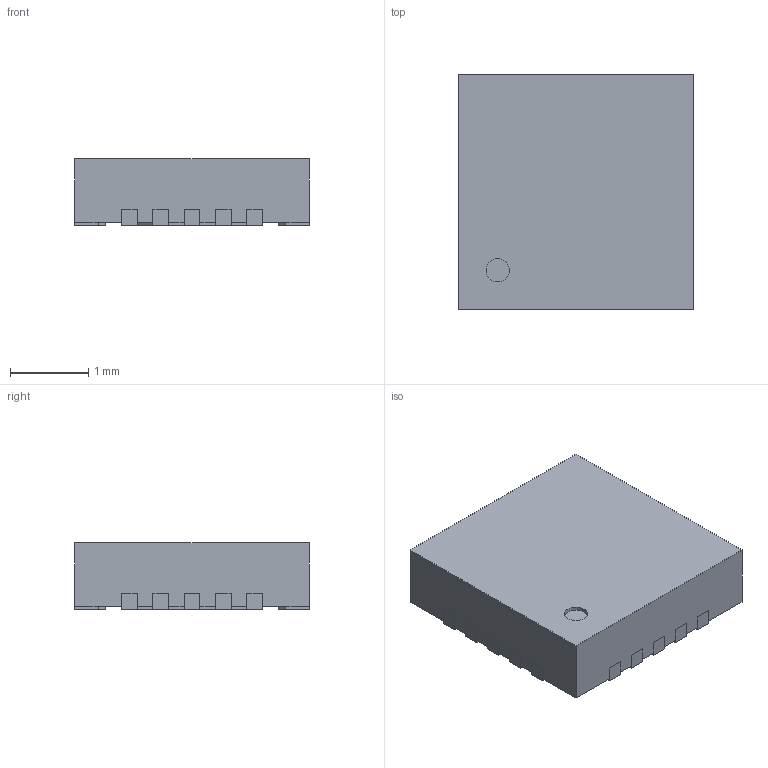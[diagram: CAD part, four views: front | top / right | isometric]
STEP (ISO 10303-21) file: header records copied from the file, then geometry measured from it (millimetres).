
FILE_DESCRIPTION(/* description */ (''),/* implementation_level */ '2;1');
FILE_NAME(/* name */ 'VQFN-20-3x3mm.step',/* time_stamp */ '2021-06-19T20:25:06+02:00',/* author */ (''),/* organization */ (''),/* preprocessor_version */ 'ST-DEVELOPER v18.1',/* originating_system */ 'Autodesk Translation Framework v10.9.0.1377',/* authorisation */ '');
FILE_SCHEMA (('AUTOMOTIVE_DESIGN { 1 0 10303 214 3 1 1 }'));
Length unit declared in the file: millimetre
Products named in the file (3): VQFN-20-3x3mm; Pads; Main Body
Assembly tree (2 placements, depth 2):
  VQFN-20-3x3mm
    Pads
    Main Body
Bounding box: 3 x 3 x 0.85 mm (x, y, z)
Volume: 7.5 mm3; surface area: 46.4 mm2
Topology: 22 solids, 22 shells, 237 faces, 573 edges, 382 vertices
Faces by surface type: plane 236, cylinder 1
Full cylindrical faces by diameter (mm): 0.3 x1
Entity records: 6841 total; most frequent: CARTESIAN_POINT 1197, ORIENTED_EDGE 1146, DIRECTION 1059, EDGE_CURVE 573, LINE 571, VECTOR 571, VERTEX_POINT 382, AXIS2_PLACEMENT_3D 244
